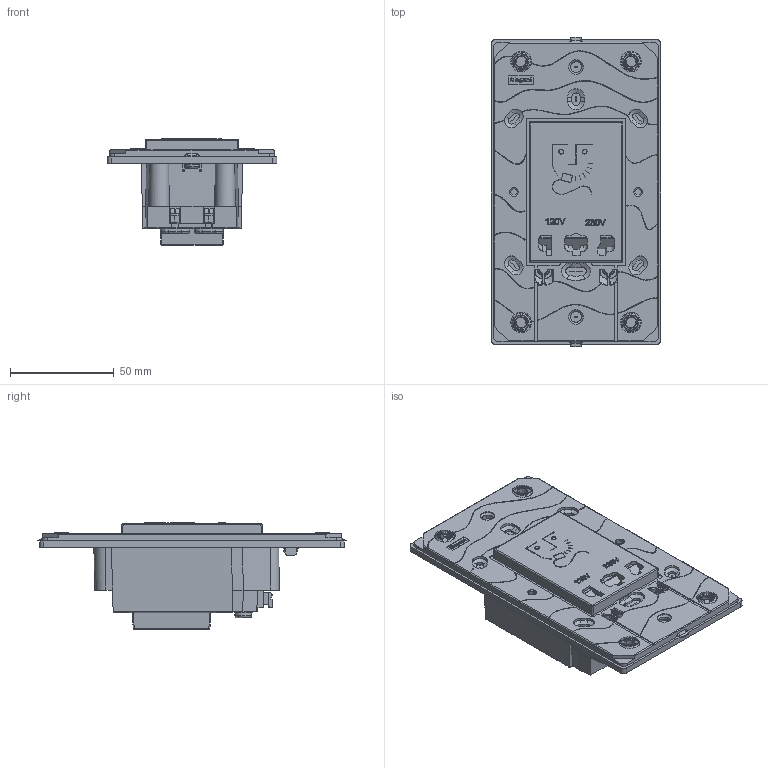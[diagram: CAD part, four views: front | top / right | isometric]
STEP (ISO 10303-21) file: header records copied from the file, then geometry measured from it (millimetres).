
FILE_DESCRIPTION(('CATIA V5 STEP Exchange','CAx-IF Rec.Pracs.--- Model Styling and Organization---1.5--- 2016-08-15','CAx-IF Rec.Pracs.---Supplemental Geometry---1.0---2011-11-01','CAx-IF Rec.Pracs.--- Composite Materials ---1.1---2010-07-15'),'2;1');
FILE_NAME('572153.stp','2022-04-13T09:43:02+00:00',('none'),('none'),'CATIA Version 5-6 Release 2020 SP3','CATIA V5 STEP AP214 v2','none');
FILE_SCHEMA(('AUTOMOTIVE_DESIGN { 1 0 10303 214 1 1 1 1 }'));
Products named in the file (1): Shaver's socket Mehanism
Bounding box: 82 x 149.62 x 51.2 mm (x, y, z)
Volume: 97896.6 mm3; surface area: 90409.6 mm2
Topology: 3 solids, 145 shells, 5955 faces, 16458 edges, 10767 vertices
Faces by surface type: plane 4097, cylinder 751, bspline 574, cone 336, torus 90, extrusion 70, sphere 37
Entity records: 216051 total; most frequent: CARTESIAN_POINT 84393, ORIENTED_EDGE 32780, DIRECTION 18051, EDGE_CURVE 16390, VERTEX_POINT 10767, VECTOR 9173, LINE 9103, B_SPLINE_CURVE_WITH_KNOTS 6537
